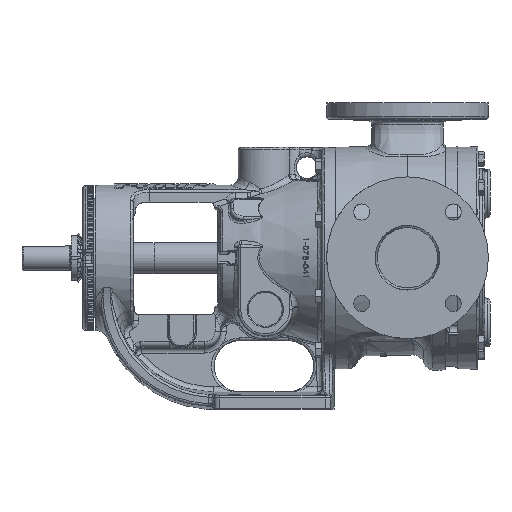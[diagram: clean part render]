
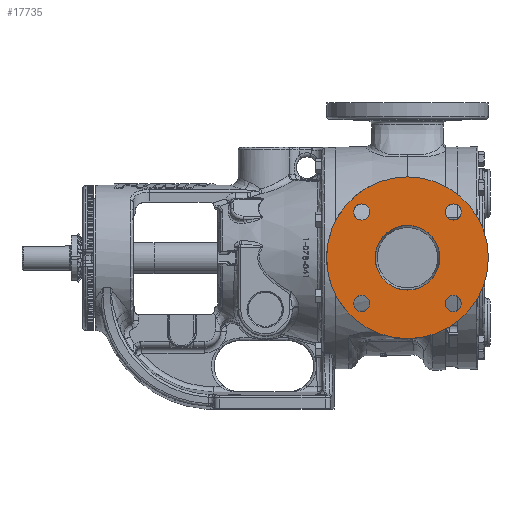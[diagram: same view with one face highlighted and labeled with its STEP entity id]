
A CAD part, top view. The second image highlights one B-rep face of the part: STEP entity #17735.
In plain terms, the highlighted planar face has unit normal (0, 0, 1).
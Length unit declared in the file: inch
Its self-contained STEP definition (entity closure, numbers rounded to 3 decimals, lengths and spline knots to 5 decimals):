
#2433 = EDGE_CURVE ( 'NONE', #73492, #73492, #70985, .T. ) ;
#2814 = DIRECTION ( 'NONE',  ( 0., 0., 1. ) ) ;
#4578 = AXIS2_PLACEMENT_3D ( 'NONE', #16387, #108590, #29697 ) ;
#5443 = VERTEX_POINT ( 'NONE', #108972 ) ;
#13399 = DIRECTION ( 'NONE',  ( 0., 0., 1. ) ) ;
#14625 = CIRCLE ( 'NONE', #39934, 0.375 ) ;
#16387 = CARTESIAN_POINT ( 'NONE',  ( 1.22368, 2.12132, 7.19 ) ) ;
#17735 = ADVANCED_FACE ( 'Defeatured_0_853', ( #116140, #19229, #85200, #120208, #151135, #54288 ), #78538, .T. ) ;
#19229 = FACE_BOUND ( 'NONE', #148574, .T. ) ;
#19723 = VERTEX_POINT ( 'NONE', #96852 ) ;
#20214 = CARTESIAN_POINT ( 'NONE',  ( 3.345, 0., 7.19 ) ) ;
#21399 = AXIS2_PLACEMENT_3D ( 'NONE', #33058, #125060, #46266 ) ;
#24090 = CARTESIAN_POINT ( 'NONE',  ( 5.46632, -2.12132, 7.19 ) ) ;
#29697 = DIRECTION ( 'NONE',  ( 1., 0., 0. ) ) ;
#33058 = CARTESIAN_POINT ( 'NONE',  ( 1.22368, -2.12132, 7.19 ) ) ;
#33503 = DIRECTION ( 'NONE',  ( 1., 0., 0. ) ) ;
#37358 = DIRECTION ( 'NONE',  ( 1., 0., 0. ) ) ;
#39446 = EDGE_CURVE ( 'NONE', #5443, #5443, #58357, .T. ) ;
#39934 = AXIS2_PLACEMENT_3D ( 'NONE', #81686, #2814, #94912 ) ;
#46266 = DIRECTION ( 'NONE',  ( 1., 0., 0. ) ) ;
#49098 = EDGE_LOOP ( 'NONE', ( #149938 ) ) ;
#54288 = FACE_BOUND ( 'NONE', #100411, .T. ) ;
#58357 = CIRCLE ( 'NONE', #130428, 1.49854 ) ;
#59389 = CARTESIAN_POINT ( 'NONE',  ( 1.59868, -2.12132, 7.19 ) ) ;
#69261 = EDGE_CURVE ( 'NONE', #19723, #19723, #112433, .T. ) ;
#69266 = CARTESIAN_POINT ( 'NONE',  ( 3.345, 0., 7.19 ) ) ;
#70985 = CIRCLE ( 'NONE', #107845, 3.75 ) ;
#71534 = VERTEX_POINT ( 'NONE', #163583 ) ;
#72026 = EDGE_LOOP ( 'NONE', ( #166805 ) ) ;
#73492 = VERTEX_POINT ( 'NONE', #160171 ) ;
#78538 = PLANE ( 'NONE',  #167628 ) ;
#81686 = CARTESIAN_POINT ( 'NONE',  ( 5.46632, 2.12132, 7.19 ) ) ;
#82529 = DIRECTION ( 'NONE',  ( 1., 0., 0. ) ) ;
#84078 = AXIS2_PLACEMENT_3D ( 'NONE', #24090, #116256, #37358 ) ;
#85200 = FACE_BOUND ( 'NONE', #72026, .T. ) ;
#87317 = ORIENTED_EDGE ( 'NONE', *, *, #39446, .T. ) ;
#92302 = CARTESIAN_POINT ( 'NONE',  ( 7.595, -4.31, 7.19 ) ) ;
#94912 = DIRECTION ( 'NONE',  ( 1., 0., 0. ) ) ;
#96852 = CARTESIAN_POINT ( 'NONE',  ( 5.84132, -2.12132, 7.19 ) ) ;
#99043 = EDGE_CURVE ( 'NONE', #71534, #71534, #119726, .T. ) ;
#99703 = CARTESIAN_POINT ( 'NONE',  ( 5.84132, 2.12132, 7.19 ) ) ;
#100411 = EDGE_LOOP ( 'NONE', ( #87317 ) ) ;
#105598 = DIRECTION ( 'NONE',  ( 1., 0., 0. ) ) ;
#107845 = AXIS2_PLACEMENT_3D ( 'NONE', #20214, #112377, #33503 ) ;
#108590 = DIRECTION ( 'NONE',  ( 0., 0., 1. ) ) ;
#108972 = CARTESIAN_POINT ( 'NONE',  ( 4.84354, 0., 7.19 ) ) ;
#112377 = DIRECTION ( 'NONE',  ( 0., 0., -1. ) ) ;
#112433 = CIRCLE ( 'NONE', #84078, 0.375 ) ;
#116140 = FACE_BOUND ( 'NONE', #155351, .T. ) ;
#116256 = DIRECTION ( 'NONE',  ( 0., 0., 1. ) ) ;
#119726 = CIRCLE ( 'NONE', #4578, 0.375 ) ;
#120208 = FACE_BOUND ( 'NONE', #49098, .T. ) ;
#120896 = VERTEX_POINT ( 'NONE', #59389 ) ;
#121468 = ORIENTED_EDGE ( 'NONE', *, *, #2433, .F. ) ;
#125060 = DIRECTION ( 'NONE',  ( 0., 0., 1. ) ) ;
#130428 = AXIS2_PLACEMENT_3D ( 'NONE', #69266, #161357, #82529 ) ;
#133834 = EDGE_CURVE ( 'NONE', #120896, #120896, #158803, .T. ) ;
#138464 = EDGE_LOOP ( 'NONE', ( #121468 ) ) ;
#139473 = VERTEX_POINT ( 'NONE', #99703 ) ;
#148574 = EDGE_LOOP ( 'NONE', ( #150136 ) ) ;
#149938 = ORIENTED_EDGE ( 'NONE', *, *, #99043, .F. ) ;
#150136 = ORIENTED_EDGE ( 'NONE', *, *, #69261, .F. ) ;
#151135 = FACE_OUTER_BOUND ( 'NONE', #138464, .T. ) ;
#152912 = ORIENTED_EDGE ( 'NONE', *, *, #156997, .F. ) ;
#155351 = EDGE_LOOP ( 'NONE', ( #152912 ) ) ;
#156997 = EDGE_CURVE ( 'NONE', #139473, #139473, #14625, .T. ) ;
#158803 = CIRCLE ( 'NONE', #21399, 0.375 ) ;
#160171 = CARTESIAN_POINT ( 'NONE',  ( 7.095, 0., 7.19 ) ) ;
#161357 = DIRECTION ( 'NONE',  ( 0., 0., -1. ) ) ;
#163583 = CARTESIAN_POINT ( 'NONE',  ( 1.59868, 2.12132, 7.19 ) ) ;
#166805 = ORIENTED_EDGE ( 'NONE', *, *, #133834, .F. ) ;
#167628 = AXIS2_PLACEMENT_3D ( 'NONE', #92302, #13399, #105598 ) ;
